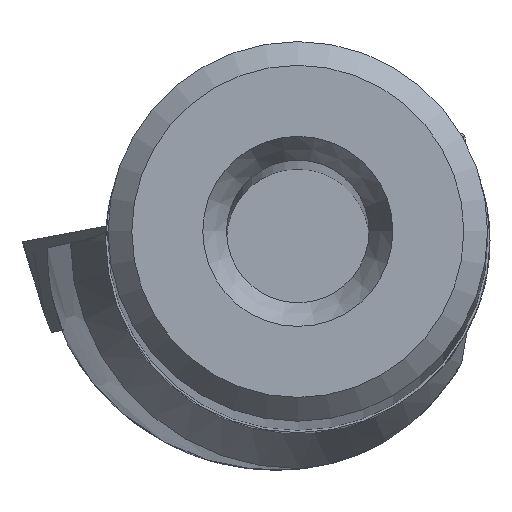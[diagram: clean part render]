
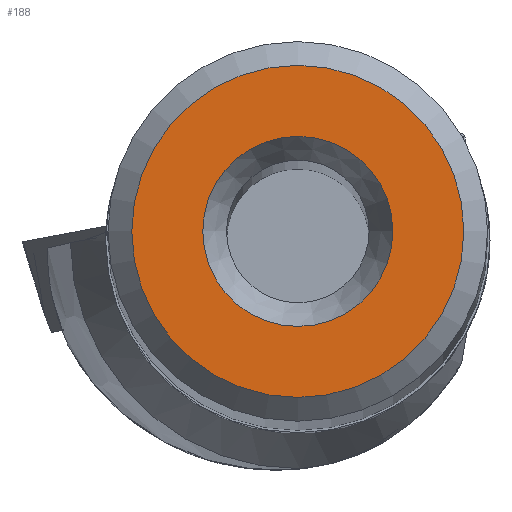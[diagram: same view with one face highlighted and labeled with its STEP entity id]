
A CAD part, top view. The second image highlights one B-rep face of the part: STEP entity #188.
In plain terms, the highlighted planar face has unit normal (0, 0, 1).
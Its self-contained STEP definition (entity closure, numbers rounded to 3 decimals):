
#188=ADVANCED_FACE('',(#317,#318),#216,.T.);
#216=PLANE('',#853);
#317=FACE_BOUND('',#369,.T.);
#318=FACE_BOUND('',#370,.T.);
#369=EDGE_LOOP('',(#496));
#370=EDGE_LOOP('',(#497));
#496=ORIENTED_EDGE('',*,*,#689,.F.);
#497=ORIENTED_EDGE('',*,*,#690,.T.);
#613=VERTEX_POINT('',#1374);
#614=VERTEX_POINT('',#1376);
#689=EDGE_CURVE('',#613,#613,#730,.T.);
#690=EDGE_CURVE('',#614,#614,#731,.T.);
#730=CIRCLE('',#851,2.);
#731=CIRCLE('',#852,3.494);
#851=AXIS2_PLACEMENT_3D('',#1373,#1005,#1006);
#852=AXIS2_PLACEMENT_3D('',#1375,#1007,#1008);
#853=AXIS2_PLACEMENT_3D('',#1377,#1009,#1010);
#1005=DIRECTION('',(0.,0.,1.));
#1006=DIRECTION('',(1.,0.,0.));
#1007=DIRECTION('',(0.,0.,1.));
#1008=DIRECTION('',(1.,0.,0.));
#1009=DIRECTION('',(0.,0.,1.));
#1010=DIRECTION('',(1.,0.,0.));
#1373=CARTESIAN_POINT('',(0.,0.,0.));
#1374=CARTESIAN_POINT('',(2.,0.,0.));
#1375=CARTESIAN_POINT('',(0.,0.,0.));
#1376=CARTESIAN_POINT('',(3.494,0.,0.));
#1377=CARTESIAN_POINT('',(0.,0.,0.));
